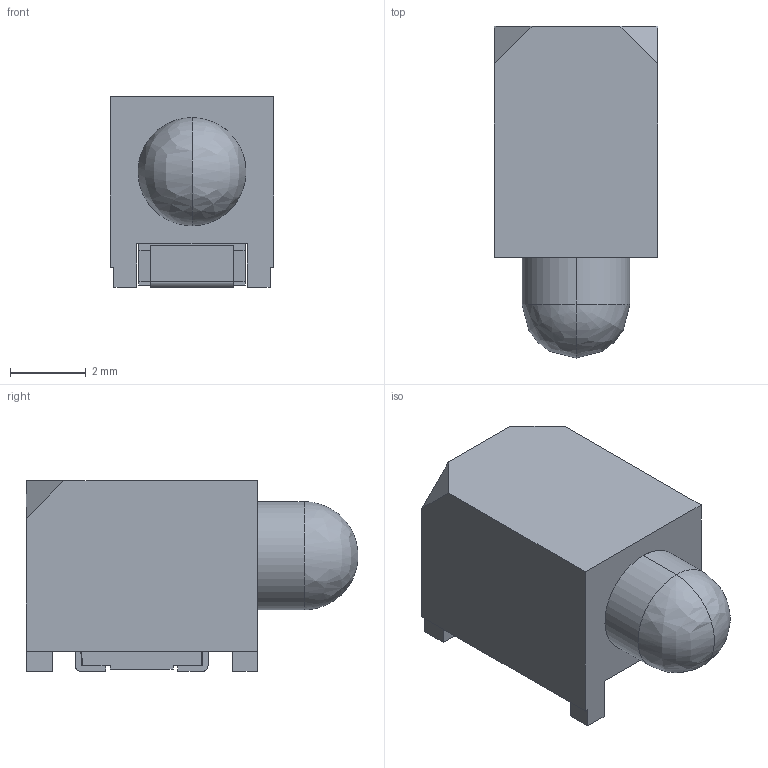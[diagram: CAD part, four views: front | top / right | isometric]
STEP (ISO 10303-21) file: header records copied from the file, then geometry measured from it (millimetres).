
FILE_DESCRIPTION(/* description */ (''),/* implementation_level */ '2;1');
FILE_NAME(/* name */ '6300T5~1',/* time_stamp */ '2016-10-23T17:45:56+02:00',/* author */ (''),/* organization */ (''),/* preprocessor_version */ 'ST-DEVELOPER v14',/* originating_system */ '',/* authorisation */ '');
FILE_SCHEMA (('AUTOMOTIVE_DESIGN'));
Length unit declared in the file: millimetre
Products named in the file (1): Document
Bounding box: 4.32 x 8.76 x 5.03 mm (x, y, z)
Surface area: 195.4 mm2 (no closed solid volume)
Topology: 0 solids, 5 shells, 57 faces, 190 edges, 127 vertices
Faces by surface type: plane 51, bspline 6
Entity records: 1905 total; most frequent: CARTESIAN_POINT 687, ORIENTED_EDGE 323, EDGE_CURVE 186, B_SPLINE_CURVE_WITH_KNOTS 176, VERTEX_POINT 127, EDGE_LOOP 59, ADVANCED_FACE 57, FACE_OUTER_BOUND 57
